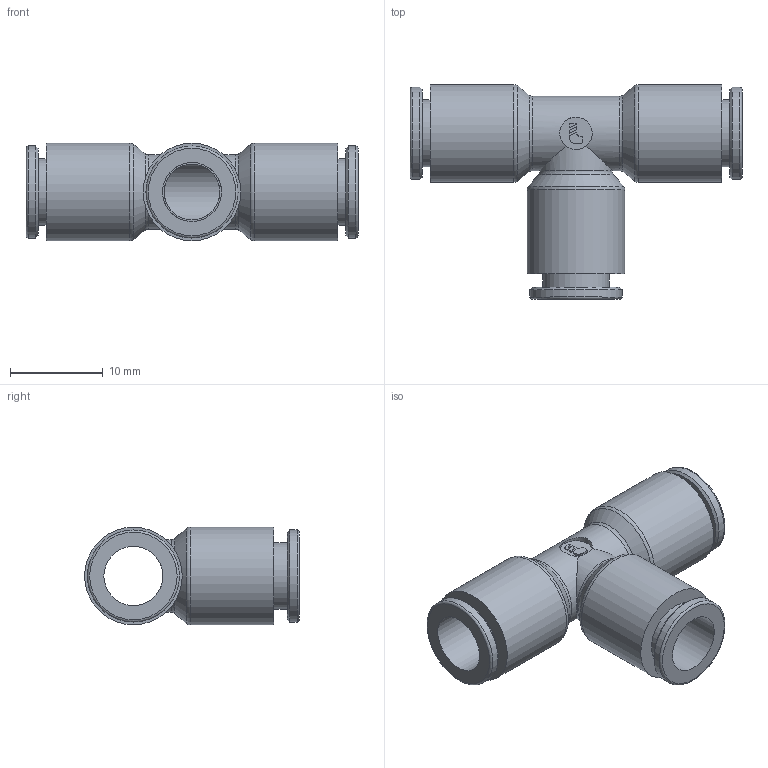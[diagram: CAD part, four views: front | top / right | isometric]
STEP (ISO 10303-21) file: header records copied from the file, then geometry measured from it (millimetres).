
FILE_DESCRIPTION(/* description */ (''),/* implementation_level */ '2;1');
FILE_NAME(/* name */ 'Pneu_Fitting_364PLP-4.ipt.stp',/* time_stamp */ '2016-01-07T16:48:16-08:00',/* author */ ('Autodesk Inc.'),/* organization */ ('Autodesk Inc.'),/* preprocessor_version */ 'ST-DEVELOPER v16.1',/* originating_system */ 'Autodesk Inventor 2016',/* authorisation */ ' ');
FILE_SCHEMA (('AUTOMOTIVE_DESIGN { 1 0 10303 214 3 1 1 }'));
Length unit declared in the file: inch
Products named in the file (1): Pneu_Fitting_364PLP-4
Bounding box: 35.71 x 23.11 x 10.5 mm (x, y, z)
Volume: 2062.2 mm3; surface area: 2864.9 mm2
Topology: 1 solids, 1 shells, 65 faces, 160 edges, 106 vertices
Faces by surface type: plane 28, cylinder 22, torus 9, cone 6
Full cylindrical faces by diameter (mm): 3.5 x1, 6.35 x2, 7.2 x3, 7.8 x1, 8 x1, 9.9 x3, 10.5 x3
Entity records: 1765 total; most frequent: CARTESIAN_POINT 402, DIRECTION 291, ORIENTED_EDGE 220, AXIS2_PLACEMENT_3D 121, EDGE_CURVE 110, EDGE_LOOP 108, VERTEX_POINT 86, FACE_OUTER_BOUND 65
